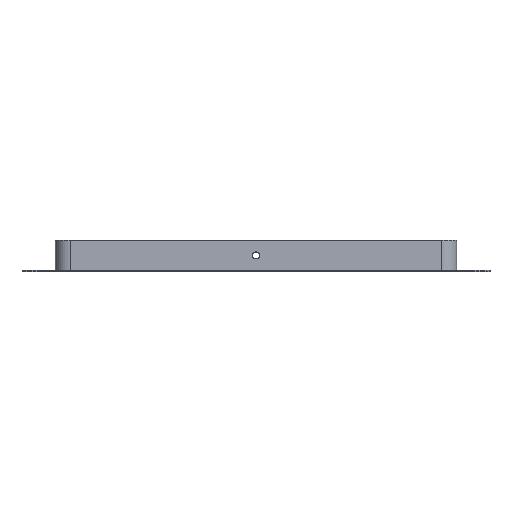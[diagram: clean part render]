
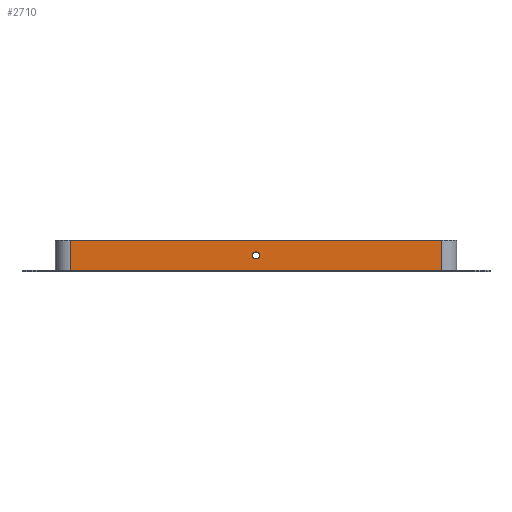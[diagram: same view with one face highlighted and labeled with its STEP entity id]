
A CAD part, top view. The second image highlights one B-rep face of the part: STEP entity #2710.
In plain terms, the highlighted face is planar.
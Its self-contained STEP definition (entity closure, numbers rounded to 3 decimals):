
#22 = EDGE_CURVE ( 'NONE', #2930, #2883, #3036, .T. ) ;
#23 = EDGE_CURVE ( 'NONE', #2885, #2883, #3031, .T. ) ;
#24 = EDGE_CURVE ( 'NONE', #2949, #2885, #3035, .T. ) ;
#25 = EDGE_CURVE ( 'NONE', #2949, #2930, #3039, .T. ) ;
#26 = EDGE_CURVE ( 'NONE', #1410, #1410, #3042, .T. ) ;
#175 = AXIS2_PLACEMENT_3D ( 'NONE', #272, #273, #274 ) ;
#215 = AXIS2_PLACEMENT_3D ( 'NONE', #874, #879, #880 ) ;
#256 = CARTESIAN_POINT ( 'NONE',  ( -184., 0., -15. ) ) ;
#258 = DIRECTION ( 'NONE',  ( 0., 0., -1. ) ) ;
#260 = CARTESIAN_POINT ( 'NONE',  ( -184., 0., 15. ) ) ;
#261 = CARTESIAN_POINT ( 'NONE',  ( -184., 0., 15. ) ) ;
#265 = DIRECTION ( 'NONE',  ( 1., 0., 0. ) ) ;
#266 = CARTESIAN_POINT ( 'NONE',  ( 184., 0., 15. ) ) ;
#268 = DIRECTION ( 'NONE',  ( 1., 0., 0. ) ) ;
#270 = DIRECTION ( 'NONE',  ( 0., 0., -1. ) ) ;
#272 = CARTESIAN_POINT ( 'NONE',  ( 0., 0., 0. ) ) ;
#273 = DIRECTION ( 'NONE',  ( 0., 1., 0. ) ) ;
#274 = DIRECTION ( 'NONE',  ( 0., 0., 1. ) ) ;
#663 = EDGE_LOOP ( 'NONE', ( #2471 ) ) ;
#671 = EDGE_LOOP ( 'NONE', ( #2467, #2468, #2469, #2470 ) ) ;
#874 = CARTESIAN_POINT ( 'NONE',  ( -184., 0., 15. ) ) ;
#877 = PLANE ( 'NONE',  #215 ) ;
#879 = DIRECTION ( 'NONE',  ( 0., 1., 0. ) ) ;
#880 = DIRECTION ( 'NONE',  ( 0., 0., 1. ) ) ;
#1410 = VERTEX_POINT ( 'NONE', #2280 ) ;
#1873 = CARTESIAN_POINT ( 'NONE',  ( 184., 0., -15. ) ) ;
#1875 = CARTESIAN_POINT ( 'NONE',  ( 184., 0., 15. ) ) ;
#1919 = CARTESIAN_POINT ( 'NONE',  ( -184., 0., -15. ) ) ;
#1938 = CARTESIAN_POINT ( 'NONE',  ( -184., 0., 15. ) ) ;
#2280 = CARTESIAN_POINT ( 'NONE',  ( 0., 0., 3.5 ) ) ;
#2467 = ORIENTED_EDGE ( 'NONE', *, *, #22, .T. ) ;
#2468 = ORIENTED_EDGE ( 'NONE', *, *, #23, .F. ) ;
#2469 = ORIENTED_EDGE ( 'NONE', *, *, #24, .F. ) ;
#2470 = ORIENTED_EDGE ( 'NONE', *, *, #25, .T. ) ;
#2471 = ORIENTED_EDGE ( 'NONE', *, *, #26, .T. ) ;
#2710 = ADVANCED_FACE ( 'NONE', ( #3280, #3271 ), #877, .F. ) ;
#2883 = VERTEX_POINT ( 'NONE', #1873 ) ;
#2885 = VERTEX_POINT ( 'NONE', #1875 ) ;
#2930 = VERTEX_POINT ( 'NONE', #1919 ) ;
#2949 = VERTEX_POINT ( 'NONE', #1938 ) ;
#3031 = LINE ( 'NONE', #266, #3037 ) ;
#3035 = LINE ( 'NONE', #260, #3041 ) ;
#3036 = LINE ( 'NONE', #256, #3038 ) ;
#3037 = VECTOR ( 'NONE', #258, 1000. ) ;
#3038 = VECTOR ( 'NONE', #265, 1000. ) ;
#3039 = LINE ( 'NONE', #261, #3043 ) ;
#3041 = VECTOR ( 'NONE', #268, 1000. ) ;
#3042 = CIRCLE ( 'NONE', #175, 3.5 ) ;
#3043 = VECTOR ( 'NONE', #270, 1000. ) ;
#3271 = FACE_BOUND ( 'NONE', #663, .T. ) ;
#3280 = FACE_OUTER_BOUND ( 'NONE', #671, .T. ) ;
